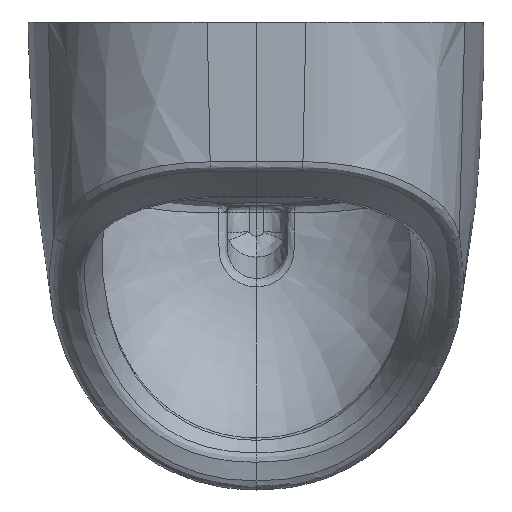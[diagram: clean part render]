
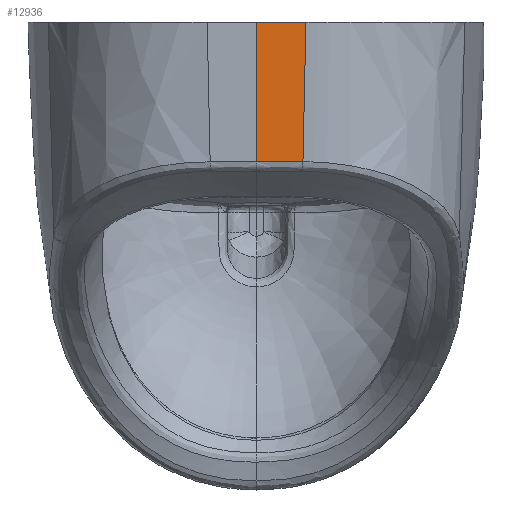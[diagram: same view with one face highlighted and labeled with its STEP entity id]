
A CAD part, top view. The second image highlights one B-rep face of the part: STEP entity #12936.
In plain terms, the highlighted planar face has unit normal (0, 0, 1).
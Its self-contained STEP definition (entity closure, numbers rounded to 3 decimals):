
#167 = CARTESIAN_POINT ( 'NONE',  ( 32.116, -47.683, 0. ) ) ;
#380 = CARTESIAN_POINT ( 'NONE',  ( -117.063, 23., 0. ) ) ;
#435 = CARTESIAN_POINT ( 'NONE',  ( 10.491, -71.86, 0. ) ) ;
#1959 = EDGE_LOOP ( 'NONE', ( #25336, #32008, #15633, #9570 ) ) ;
#2007 = CARTESIAN_POINT ( 'NONE',  ( 0., 23., 0. ) ) ;
#2494 = CARTESIAN_POINT ( 'NONE',  ( 32.107, -48.061, 0. ) ) ;
#2845 = CARTESIAN_POINT ( 'NONE',  ( 33.194, 7.197, 0. ) ) ;
#3017 = CARTESIAN_POINT ( 'NONE',  ( 32.111, -47.899, 0. ) ) ;
#3116 = CARTESIAN_POINT ( 'NONE',  ( 20.983, -71.842, 0. ) ) ;
#3187 = CARTESIAN_POINT ( 'NONE',  ( 31.95, -54.481, 0. ) ) ;
#3746 = VERTEX_POINT ( 'NONE', #30191 ) ;
#4459 = B_SPLINE_CURVE_WITH_KNOTS ( 'NONE', 3,
 ( #2007, #12699, #12872, #23218 ),
 .UNSPECIFIED., .F., .F.,
 ( 4, 4 ),
 ( 0., 1. ),
 .UNSPECIFIED. ) ;
#5163 = CARTESIAN_POINT ( 'NONE',  ( 31.834, -58.952, 0. ) ) ;
#5414 = B_SPLINE_CURVE_WITH_KNOTS ( 'NONE', 3,
 ( #8463, #3116, #435, #22186 ),
 .UNSPECIFIED., .F., .F.,
 ( 4, 4 ),
 ( 0., 1. ),
 .UNSPECIFIED. ) ;
#5810 = EDGE_CURVE ( 'NONE', #22773, #32067, #5414, .T. ) ;
#7314 = CARTESIAN_POINT ( 'NONE',  ( 0., 23., 0. ) ) ;
#7597 = AXIS2_PLACEMENT_3D ( 'NONE', #380, #30304, #22130 ) ;
#8014 = CARTESIAN_POINT ( 'NONE',  ( 32.419, -34.289, 0. ) ) ;
#8191 = CARTESIAN_POINT ( 'NONE',  ( 32.288, -40.214, 0. ) ) ;
#8463 = CARTESIAN_POINT ( 'NONE',  ( 31.474, -71.816, 0. ) ) ;
#8535 = CARTESIAN_POINT ( 'NONE',  ( 32.221, -43.177, 0. ) ) ;
#9570 = ORIENTED_EDGE ( 'NONE', *, *, #30783, .F. ) ;
#10680 = CARTESIAN_POINT ( 'NONE',  ( 31.808, -59.948, 0. ) ) ;
#11029 = CARTESIAN_POINT ( 'NONE',  ( 31.814, -59.711, 0. ) ) ;
#12699 = CARTESIAN_POINT ( 'NONE',  ( 11.156, 23., 0. ) ) ;
#12872 = CARTESIAN_POINT ( 'NONE',  ( 22.313, 23., 0. ) ) ;
#12936 = ADVANCED_FACE ( 'NONE', ( #33154 ), #24790, .F. ) ;
#13887 = CARTESIAN_POINT ( 'NONE',  ( 32.106, -48.1, 0. ) ) ;
#14057 = CARTESIAN_POINT ( 'NONE',  ( 31.882, -57.132, 0. ) ) ;
#15162 = CARTESIAN_POINT ( 'NONE',  ( 0., -40.24, 0. ) ) ;
#15633 = ORIENTED_EDGE ( 'NONE', *, *, #19462, .F. ) ;
#16039 = CARTESIAN_POINT ( 'NONE',  ( 32.106, -48.109, 0. ) ) ;
#16560 = CARTESIAN_POINT ( 'NONE',  ( 32.067, -49.725, 0. ) ) ;
#18448 = EDGE_CURVE ( 'NONE', #3746, #22773, #32105, .T. ) ;
#18894 = CARTESIAN_POINT ( 'NONE',  ( 32.931, -8.608, 0. ) ) ;
#19067 = CARTESIAN_POINT ( 'NONE',  ( 31.808, -59.929, 0. ) ) ;
#19408 = CARTESIAN_POINT ( 'NONE',  ( 32.108, -48.007, 0. ) ) ;
#19462 = EDGE_CURVE ( 'NONE', #26124, #3746, #4459, .T. ) ;
#21567 = CARTESIAN_POINT ( 'NONE',  ( 31.591, -67.866, 0. ) ) ;
#21918 = CARTESIAN_POINT ( 'NONE',  ( 31.702, -63.916, 0. ) ) ;
#22130 = DIRECTION ( 'NONE',  ( -1., 0., 0. ) ) ;
#22186 = CARTESIAN_POINT ( 'NONE',  ( 0., -71.86, 0. ) ) ;
#22257 = CARTESIAN_POINT ( 'NONE',  ( 32.147, -46.387, 0. ) ) ;
#22773 = VERTEX_POINT ( 'NONE', #27349 ) ;
#23009 = CARTESIAN_POINT ( 'NONE',  ( 0., -8.62, 0. ) ) ;
#23218 = CARTESIAN_POINT ( 'NONE',  ( 33.469, 23., 0. ) ) ;
#24225 = CARTESIAN_POINT ( 'NONE',  ( 31.809, -59.902, 0. ) ) ;
#24576 = CARTESIAN_POINT ( 'NONE',  ( 31.86, -57.958, 0. ) ) ;
#24790 = PLANE ( 'NONE',  #7597 ) ;
#24919 = CARTESIAN_POINT ( 'NONE',  ( 31.808, -59.958, 0. ) ) ;
#25336 = ORIENTED_EDGE ( 'NONE', *, *, #5810, .F. ) ;
#26124 = VERTEX_POINT ( 'NONE', #27348 ) ;
#27075 = CARTESIAN_POINT ( 'NONE',  ( 32.126, -47.251, 0. ) ) ;
#27348 = CARTESIAN_POINT ( 'NONE',  ( 0., 23., 0. ) ) ;
#27349 = CARTESIAN_POINT ( 'NONE',  ( 31.474, -71.816, 0. ) ) ;
#27589 = CARTESIAN_POINT ( 'NONE',  ( 31.923, -55.514, 0. ) ) ;
#29567 = CARTESIAN_POINT ( 'NONE',  ( 31.811, -59.838, 0. ) ) ;
#29748 = CARTESIAN_POINT ( 'NONE',  ( 31.474, -71.816, 0. ) ) ;
#30096 = CARTESIAN_POINT ( 'NONE',  ( 32.187, -44.659, 0. ) ) ;
#30191 = CARTESIAN_POINT ( 'NONE',  ( 33.469, 23., 0. ) ) ;
#30263 = CARTESIAN_POINT ( 'NONE',  ( 32.024, -51.518, 0. ) ) ;
#30304 = DIRECTION ( 'NONE',  ( 0., 0., -1. ) ) ;
#30770 = CARTESIAN_POINT ( 'NONE',  ( 0., -71.86, 0. ) ) ;
#30783 = EDGE_CURVE ( 'NONE', #32067, #26124, #32796, .T. ) ;
#32008 = ORIENTED_EDGE ( 'NONE', *, *, #18448, .F. ) ;
#32067 = VERTEX_POINT ( 'NONE', #30770 ) ;
#32105 = B_SPLINE_CURVE_WITH_KNOTS ( 'NONE', 3,
 ( #35107, #2845, #18894, #32942, #8014, #8191, #8535, #30096, #22257, #27075, #167, #3017, #19408, #2494, #35282, #13887, #16039, #16560, #30263, #3187, #27589, #14057, #24576, #5163, #33111, #11029, #29567, #24225, #19067, #10680, #24919, #21918, #21567, #29748 ),
 .UNSPECIFIED., .F., .F.,
 ( 4, 2, 1, 2, 1, 1, 1, 1, 1, 1, 1, 2, 2, 2, 2, 1, 1, 1, 1, 1, 1, 2, 2, 4 ),
 ( 0., 0.5, 0.625, 0.688, 0.719, 0.734, 0.742, 0.746, 0.748, 0.749, 0.75, 0.75, 0.75, 0.813, 0.844, 0.859, 0.867, 0.871, 0.873, 0.874, 0.875, 0.875, 0.875, 1. ),
 .UNSPECIFIED. ) ;
#32796 = B_SPLINE_CURVE_WITH_KNOTS ( 'NONE', 3,
 ( #34220, #15162, #23009, #7314 ),
 .UNSPECIFIED., .F., .F.,
 ( 4, 4 ),
 ( 0., 1. ),
 .UNSPECIFIED. ) ;
#32942 = CARTESIAN_POINT ( 'NONE',  ( 32.541, -28.362, 0. ) ) ;
#33111 = CARTESIAN_POINT ( 'NONE',  ( 31.821, -59.457, 0. ) ) ;
#33154 = FACE_OUTER_BOUND ( 'NONE', #1959, .T. ) ;
#34220 = CARTESIAN_POINT ( 'NONE',  ( 0., -71.86, 0. ) ) ;
#35107 = CARTESIAN_POINT ( 'NONE',  ( 33.469, 23., 0. ) ) ;
#35282 = CARTESIAN_POINT ( 'NONE',  ( 32.106, -48.084, 0. ) ) ;
